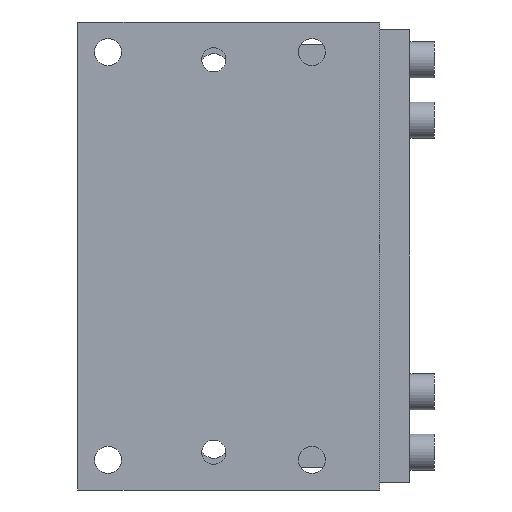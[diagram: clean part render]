
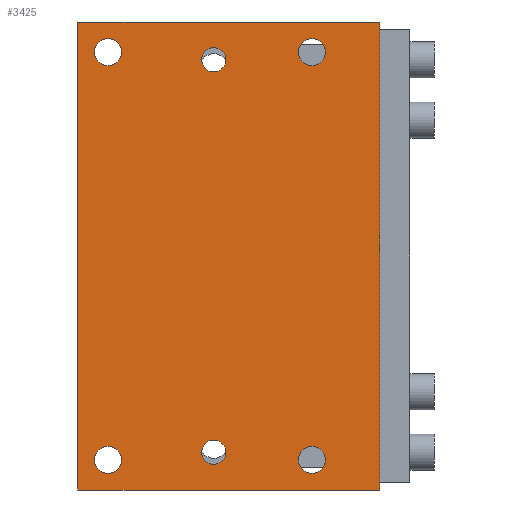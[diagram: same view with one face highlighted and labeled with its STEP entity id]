
A CAD part, front view. The second image highlights one B-rep face of the part: STEP entity #3425.
In plain terms, the highlighted planar face has unit normal (0, -1, 0).
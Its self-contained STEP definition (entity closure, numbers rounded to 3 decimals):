
#932=CARTESIAN_POINT('Vertex',(-160.,40.,-155.)) ;
#935=CARTESIAN_POINT('Line Origine',(-160.,40.,0.)) ;
#939=CARTESIAN_POINT('Vertex',(-160.,40.,155.)) ;
#1064=CARTESIAN_POINT('Line Origine',(-60.,40.,-155.)) ;
#1068=CARTESIAN_POINT('Vertex',(40.,40.,-155.)) ;
#1154=CARTESIAN_POINT('Line Origine',(-60.,40.,155.)) ;
#1158=CARTESIAN_POINT('Vertex',(40.,40.,155.)) ;
#1646=CARTESIAN_POINT('Axis2P3D Location',(-5.,40.,-135.)) ;
#1650=CARTESIAN_POINT('Vertex',(-5.,40.,-126.)) ;
#1652=CARTESIAN_POINT('Vertex',(-14.,40.,-135.)) ;
#1655=CARTESIAN_POINT('Axis2P3D Location',(-5.,40.,-135.)) ;
#1659=CARTESIAN_POINT('Vertex',(-5.,40.,-144.)) ;
#1686=CARTESIAN_POINT('Axis2P3D Location',(-5.,40.,-135.)) ;
#1690=CARTESIAN_POINT('Vertex',(4.,40.,-135.)) ;
#1693=CARTESIAN_POINT('Axis2P3D Location',(-5.,40.,-135.)) ;
#1711=CARTESIAN_POINT('Axis2P3D Location',(-140.,40.,-135.)) ;
#1715=CARTESIAN_POINT('Vertex',(-140.,40.,-144.)) ;
#1717=CARTESIAN_POINT('Vertex',(-131.,40.,-135.)) ;
#1720=CARTESIAN_POINT('Axis2P3D Location',(-140.,40.,-135.)) ;
#1724=CARTESIAN_POINT('Vertex',(-140.,40.,-126.)) ;
#1751=CARTESIAN_POINT('Axis2P3D Location',(-140.,40.,-135.)) ;
#1755=CARTESIAN_POINT('Vertex',(-149.,40.,-135.)) ;
#1758=CARTESIAN_POINT('Axis2P3D Location',(-140.,40.,-135.)) ;
#1777=CARTESIAN_POINT('Axis2P3D Location',(-5.,40.,135.)) ;
#1781=CARTESIAN_POINT('Vertex',(-5.,40.,144.)) ;
#1783=CARTESIAN_POINT('Vertex',(-14.,40.,135.)) ;
#1786=CARTESIAN_POINT('Axis2P3D Location',(-5.,40.,135.)) ;
#1790=CARTESIAN_POINT('Vertex',(-5.,40.,126.)) ;
#1817=CARTESIAN_POINT('Axis2P3D Location',(-5.,40.,135.)) ;
#1821=CARTESIAN_POINT('Vertex',(4.,40.,135.)) ;
#1824=CARTESIAN_POINT('Axis2P3D Location',(-5.,40.,135.)) ;
#1842=CARTESIAN_POINT('Axis2P3D Location',(-140.,40.,135.)) ;
#1846=CARTESIAN_POINT('Vertex',(-140.,40.,126.)) ;
#1848=CARTESIAN_POINT('Vertex',(-131.,40.,135.)) ;
#1851=CARTESIAN_POINT('Axis2P3D Location',(-140.,40.,135.)) ;
#1855=CARTESIAN_POINT('Vertex',(-140.,40.,144.)) ;
#1882=CARTESIAN_POINT('Axis2P3D Location',(-140.,40.,135.)) ;
#1886=CARTESIAN_POINT('Vertex',(-149.,40.,135.)) ;
#1889=CARTESIAN_POINT('Axis2P3D Location',(-140.,40.,135.)) ;
#2954=CARTESIAN_POINT('Vertex',(-78.,40.,130.)) ;
#2957=CARTESIAN_POINT('Axis2P3D Location',(-70.,40.,130.)) ;
#2961=CARTESIAN_POINT('Vertex',(-62.,40.,130.)) ;
#2976=CARTESIAN_POINT('Axis2P3D Location',(-70.,40.,130.)) ;
#2997=CARTESIAN_POINT('Vertex',(-78.,40.,-130.)) ;
#3000=CARTESIAN_POINT('Axis2P3D Location',(-70.,40.,-130.)) ;
#3004=CARTESIAN_POINT('Vertex',(-62.,40.,-130.)) ;
#3019=CARTESIAN_POINT('Axis2P3D Location',(-70.,40.,-130.)) ;
#3377=CARTESIAN_POINT('Axis2P3D Location',(-160.,40.,155.)) ;
#3382=CARTESIAN_POINT('Line Origine',(40.,40.,0.)) ;
#936=DIRECTION('Vector Direction',(0.,0.,-1.)) ;
#1065=DIRECTION('Vector Direction',(1.,0.,0.)) ;
#1155=DIRECTION('Vector Direction',(-1.,0.,0.)) ;
#1647=DIRECTION('Axis2P3D Direction',(0.,1.,0.)) ;
#1656=DIRECTION('Axis2P3D Direction',(0.,1.,0.)) ;
#1687=DIRECTION('Axis2P3D Direction',(0.,1.,0.)) ;
#1694=DIRECTION('Axis2P3D Direction',(0.,1.,0.)) ;
#1712=DIRECTION('Axis2P3D Direction',(0.,1.,0.)) ;
#1721=DIRECTION('Axis2P3D Direction',(0.,1.,0.)) ;
#1752=DIRECTION('Axis2P3D Direction',(0.,1.,0.)) ;
#1759=DIRECTION('Axis2P3D Direction',(0.,1.,0.)) ;
#1778=DIRECTION('Axis2P3D Direction',(0.,1.,0.)) ;
#1787=DIRECTION('Axis2P3D Direction',(0.,1.,0.)) ;
#1818=DIRECTION('Axis2P3D Direction',(0.,1.,0.)) ;
#1825=DIRECTION('Axis2P3D Direction',(0.,1.,0.)) ;
#1843=DIRECTION('Axis2P3D Direction',(0.,1.,0.)) ;
#1852=DIRECTION('Axis2P3D Direction',(0.,1.,0.)) ;
#1883=DIRECTION('Axis2P3D Direction',(0.,1.,0.)) ;
#1890=DIRECTION('Axis2P3D Direction',(0.,1.,0.)) ;
#2958=DIRECTION('Axis2P3D Direction',(0.,-1.,0.)) ;
#2977=DIRECTION('Axis2P3D Direction',(0.,-1.,0.)) ;
#3001=DIRECTION('Axis2P3D Direction',(0.,-1.,0.)) ;
#3020=DIRECTION('Axis2P3D Direction',(0.,-1.,0.)) ;
#3378=DIRECTION('Axis2P3D Direction',(0.,-1.,0.)) ;
#3379=DIRECTION('Axis2P3D XDirection',(0.,0.,-1.)) ;
#3383=DIRECTION('Vector Direction',(0.,0.,-1.)) ;
#1648=AXIS2_PLACEMENT_3D('Circle Axis2P3D',#1646,#1647,$) ;
#1657=AXIS2_PLACEMENT_3D('Circle Axis2P3D',#1655,#1656,$) ;
#1688=AXIS2_PLACEMENT_3D('Circle Axis2P3D',#1686,#1687,$) ;
#1695=AXIS2_PLACEMENT_3D('Circle Axis2P3D',#1693,#1694,$) ;
#1713=AXIS2_PLACEMENT_3D('Circle Axis2P3D',#1711,#1712,$) ;
#1722=AXIS2_PLACEMENT_3D('Circle Axis2P3D',#1720,#1721,$) ;
#1753=AXIS2_PLACEMENT_3D('Circle Axis2P3D',#1751,#1752,$) ;
#1760=AXIS2_PLACEMENT_3D('Circle Axis2P3D',#1758,#1759,$) ;
#1779=AXIS2_PLACEMENT_3D('Circle Axis2P3D',#1777,#1778,$) ;
#1788=AXIS2_PLACEMENT_3D('Circle Axis2P3D',#1786,#1787,$) ;
#1819=AXIS2_PLACEMENT_3D('Circle Axis2P3D',#1817,#1818,$) ;
#1826=AXIS2_PLACEMENT_3D('Circle Axis2P3D',#1824,#1825,$) ;
#1844=AXIS2_PLACEMENT_3D('Circle Axis2P3D',#1842,#1843,$) ;
#1853=AXIS2_PLACEMENT_3D('Circle Axis2P3D',#1851,#1852,$) ;
#1884=AXIS2_PLACEMENT_3D('Circle Axis2P3D',#1882,#1883,$) ;
#1891=AXIS2_PLACEMENT_3D('Circle Axis2P3D',#1889,#1890,$) ;
#2959=AXIS2_PLACEMENT_3D('Circle Axis2P3D',#2957,#2958,$) ;
#2978=AXIS2_PLACEMENT_3D('Circle Axis2P3D',#2976,#2977,$) ;
#3002=AXIS2_PLACEMENT_3D('Circle Axis2P3D',#3000,#3001,$) ;
#3021=AXIS2_PLACEMENT_3D('Circle Axis2P3D',#3019,#3020,$) ;
#3380=AXIS2_PLACEMENT_3D('Plane Axis2P3D',#3377,#3378,#3379) ;
#3388=ORIENTED_EDGE('',*,*,#941,.T.) ;
#3389=ORIENTED_EDGE('',*,*,#1070,.T.) ;
#3390=ORIENTED_EDGE('',*,*,#3386,.F.) ;
#3391=ORIENTED_EDGE('',*,*,#1160,.T.) ;
#3394=ORIENTED_EDGE('',*,*,#1857,.F.) ;
#3395=ORIENTED_EDGE('',*,*,#1850,.F.) ;
#3396=ORIENTED_EDGE('',*,*,#1893,.F.) ;
#3397=ORIENTED_EDGE('',*,*,#1888,.F.) ;
#3400=ORIENTED_EDGE('',*,*,#1828,.F.) ;
#3401=ORIENTED_EDGE('',*,*,#1823,.F.) ;
#3402=ORIENTED_EDGE('',*,*,#1792,.F.) ;
#3403=ORIENTED_EDGE('',*,*,#1785,.F.) ;
#3406=ORIENTED_EDGE('',*,*,#1726,.F.) ;
#3407=ORIENTED_EDGE('',*,*,#1719,.F.) ;
#3408=ORIENTED_EDGE('',*,*,#1762,.F.) ;
#3409=ORIENTED_EDGE('',*,*,#1757,.F.) ;
#3412=ORIENTED_EDGE('',*,*,#1661,.F.) ;
#3413=ORIENTED_EDGE('',*,*,#1654,.F.) ;
#3414=ORIENTED_EDGE('',*,*,#1697,.F.) ;
#3415=ORIENTED_EDGE('',*,*,#1692,.F.) ;
#3418=ORIENTED_EDGE('',*,*,#3023,.F.) ;
#3419=ORIENTED_EDGE('',*,*,#3006,.F.) ;
#3422=ORIENTED_EDGE('',*,*,#2980,.F.) ;
#3423=ORIENTED_EDGE('',*,*,#2963,.F.) ;
#3398=FACE_BOUND('',#3393,.T.) ;
#3404=FACE_BOUND('',#3399,.T.) ;
#3410=FACE_BOUND('',#3405,.T.) ;
#3416=FACE_BOUND('',#3411,.T.) ;
#3420=FACE_BOUND('',#3417,.T.) ;
#3424=FACE_BOUND('',#3421,.T.) ;
#937=VECTOR('Line Direction',#936,1.) ;
#1066=VECTOR('Line Direction',#1065,1.) ;
#1156=VECTOR('Line Direction',#1155,1.) ;
#3384=VECTOR('Line Direction',#3383,1.) ;
#3425=ADVANCED_FACE('CAM HOLDER',(#3392,#3398,#3404,#3410,#3416,#3420,#3424),#3381,.T.) ;
#1649=CIRCLE('generated circle',#1648,9.) ;
#1658=CIRCLE('generated circle',#1657,9.) ;
#1689=CIRCLE('generated circle',#1688,9.) ;
#1696=CIRCLE('generated circle',#1695,9.) ;
#1714=CIRCLE('generated circle',#1713,9.) ;
#1723=CIRCLE('generated circle',#1722,9.) ;
#1754=CIRCLE('generated circle',#1753,9.) ;
#1761=CIRCLE('generated circle',#1760,9.) ;
#1780=CIRCLE('generated circle',#1779,9.) ;
#1789=CIRCLE('generated circle',#1788,9.) ;
#1820=CIRCLE('generated circle',#1819,9.) ;
#1827=CIRCLE('generated circle',#1826,9.) ;
#1845=CIRCLE('generated circle',#1844,9.) ;
#1854=CIRCLE('generated circle',#1853,9.) ;
#1885=CIRCLE('generated circle',#1884,9.) ;
#1892=CIRCLE('generated circle',#1891,9.) ;
#2960=CIRCLE('generated circle',#2959,8.) ;
#2979=CIRCLE('generated circle',#2978,8.) ;
#3003=CIRCLE('generated circle',#3002,8.) ;
#3022=CIRCLE('generated circle',#3021,8.) ;
#941=EDGE_CURVE('',#940,#933,#938,.T.) ;
#1070=EDGE_CURVE('',#933,#1069,#1067,.T.) ;
#1160=EDGE_CURVE('',#1159,#940,#1157,.T.) ;
#1654=EDGE_CURVE('',#1651,#1653,#1649,.F.) ;
#1661=EDGE_CURVE('',#1653,#1660,#1658,.F.) ;
#1692=EDGE_CURVE('',#1660,#1691,#1689,.F.) ;
#1697=EDGE_CURVE('',#1691,#1651,#1696,.F.) ;
#1719=EDGE_CURVE('',#1716,#1718,#1714,.F.) ;
#1726=EDGE_CURVE('',#1718,#1725,#1723,.F.) ;
#1757=EDGE_CURVE('',#1725,#1756,#1754,.F.) ;
#1762=EDGE_CURVE('',#1756,#1716,#1761,.F.) ;
#1785=EDGE_CURVE('',#1782,#1784,#1780,.F.) ;
#1792=EDGE_CURVE('',#1784,#1791,#1789,.F.) ;
#1823=EDGE_CURVE('',#1791,#1822,#1820,.F.) ;
#1828=EDGE_CURVE('',#1822,#1782,#1827,.F.) ;
#1850=EDGE_CURVE('',#1847,#1849,#1845,.F.) ;
#1857=EDGE_CURVE('',#1849,#1856,#1854,.F.) ;
#1888=EDGE_CURVE('',#1856,#1887,#1885,.F.) ;
#1893=EDGE_CURVE('',#1887,#1847,#1892,.F.) ;
#2963=EDGE_CURVE('',#2955,#2962,#2960,.T.) ;
#2980=EDGE_CURVE('',#2962,#2955,#2979,.T.) ;
#3006=EDGE_CURVE('',#2998,#3005,#3003,.T.) ;
#3023=EDGE_CURVE('',#3005,#2998,#3022,.T.) ;
#3386=EDGE_CURVE('',#1159,#1069,#3385,.T.) ;
#3387=EDGE_LOOP('',(#3388,#3389,#3390,#3391)) ;
#3393=EDGE_LOOP('',(#3394,#3395,#3396,#3397)) ;
#3399=EDGE_LOOP('',(#3400,#3401,#3402,#3403)) ;
#3405=EDGE_LOOP('',(#3406,#3407,#3408,#3409)) ;
#3411=EDGE_LOOP('',(#3412,#3413,#3414,#3415)) ;
#3417=EDGE_LOOP('',(#3418,#3419)) ;
#3421=EDGE_LOOP('',(#3422,#3423)) ;
#3392=FACE_OUTER_BOUND('',#3387,.T.) ;
#938=LINE('Line',#935,#937) ;
#1067=LINE('Line',#1064,#1066) ;
#1157=LINE('Line',#1154,#1156) ;
#3385=LINE('Line',#3382,#3384) ;
#3381=PLANE('Plane',#3380) ;
#933=VERTEX_POINT('',#932) ;
#940=VERTEX_POINT('',#939) ;
#1069=VERTEX_POINT('',#1068) ;
#1159=VERTEX_POINT('',#1158) ;
#1651=VERTEX_POINT('',#1650) ;
#1653=VERTEX_POINT('',#1652) ;
#1660=VERTEX_POINT('',#1659) ;
#1691=VERTEX_POINT('',#1690) ;
#1716=VERTEX_POINT('',#1715) ;
#1718=VERTEX_POINT('',#1717) ;
#1725=VERTEX_POINT('',#1724) ;
#1756=VERTEX_POINT('',#1755) ;
#1782=VERTEX_POINT('',#1781) ;
#1784=VERTEX_POINT('',#1783) ;
#1791=VERTEX_POINT('',#1790) ;
#1822=VERTEX_POINT('',#1821) ;
#1847=VERTEX_POINT('',#1846) ;
#1849=VERTEX_POINT('',#1848) ;
#1856=VERTEX_POINT('',#1855) ;
#1887=VERTEX_POINT('',#1886) ;
#2955=VERTEX_POINT('',#2954) ;
#2962=VERTEX_POINT('',#2961) ;
#2998=VERTEX_POINT('',#2997) ;
#3005=VERTEX_POINT('',#3004) ;
